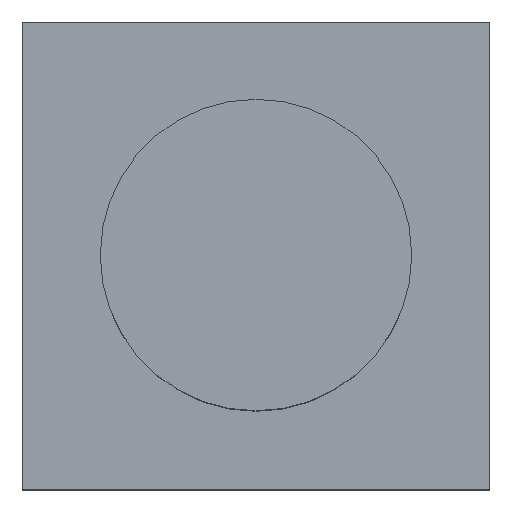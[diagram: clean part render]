
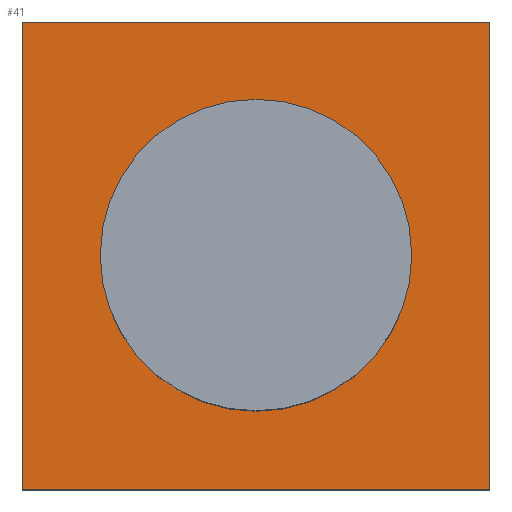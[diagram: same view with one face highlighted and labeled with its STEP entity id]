
A CAD part, top view. The second image highlights one B-rep face of the part: STEP entity #41.
In plain terms, the highlighted planar face has unit normal (0, 0, 1).
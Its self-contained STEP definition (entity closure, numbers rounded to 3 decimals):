
#41=ADVANCED_FACE('',(#58,#59),#49,.T.);
#49=PLANE('',#150);
#56=CIRCLE('',#149,5.);
#58=FACE_BOUND('',#62,.T.);
#59=FACE_BOUND('',#63,.T.);
#62=EDGE_LOOP('',(#72,#73,#74,#75));
#63=EDGE_LOOP('',(#76));
#72=ORIENTED_EDGE('',*,*,#110,.F.);
#73=ORIENTED_EDGE('',*,*,#111,.F.);
#74=ORIENTED_EDGE('',*,*,#112,.F.);
#75=ORIENTED_EDGE('',*,*,#113,.F.);
#76=ORIENTED_EDGE('',*,*,#114,.T.);
#100=VERTEX_POINT('',#195);
#101=VERTEX_POINT('',#196);
#102=VERTEX_POINT('',#198);
#103=VERTEX_POINT('',#200);
#104=VERTEX_POINT('',#203);
#110=EDGE_CURVE('',#100,#101,#124,.T.);
#111=EDGE_CURVE('',#102,#100,#125,.T.);
#112=EDGE_CURVE('',#103,#102,#126,.T.);
#113=EDGE_CURVE('',#101,#103,#127,.T.);
#114=EDGE_CURVE('',#104,#104,#56,.T.);
#124=LINE('',#194,#136);
#125=LINE('',#197,#137);
#126=LINE('',#199,#138);
#127=LINE('',#201,#139);
#136=VECTOR('',#161,1.);
#137=VECTOR('',#162,1.);
#138=VECTOR('',#163,1.);
#139=VECTOR('',#164,1.);
#149=AXIS2_PLACEMENT_3D('',#202,#165,#166);
#150=AXIS2_PLACEMENT_3D('',#204,#167,#168);
#161=DIRECTION('',(-1.,0.,0.));
#162=DIRECTION('',(0.,-1.,0.));
#163=DIRECTION('',(1.,0.,0.));
#164=DIRECTION('',(0.,1.,0.));
#165=DIRECTION('',(0.,0.,-1.));
#166=DIRECTION('',(0.,1.,0.));
#167=DIRECTION('',(0.,0.,1.));
#168=DIRECTION('',(1.,0.,0.));
#194=CARTESIAN_POINT('',(7.5,0.,15.));
#195=CARTESIAN_POINT('',(15.,0.,15.));
#196=CARTESIAN_POINT('',(0.,0.,15.));
#197=CARTESIAN_POINT('',(15.,7.5,15.));
#198=CARTESIAN_POINT('',(15.,15.,15.));
#199=CARTESIAN_POINT('',(7.5,15.,15.));
#200=CARTESIAN_POINT('',(0.,15.,15.));
#201=CARTESIAN_POINT('',(0.,7.5,15.));
#202=CARTESIAN_POINT('',(7.5,7.5,15.));
#203=CARTESIAN_POINT('',(7.5,12.5,15.));
#204=CARTESIAN_POINT('',(7.5,7.5,15.));
